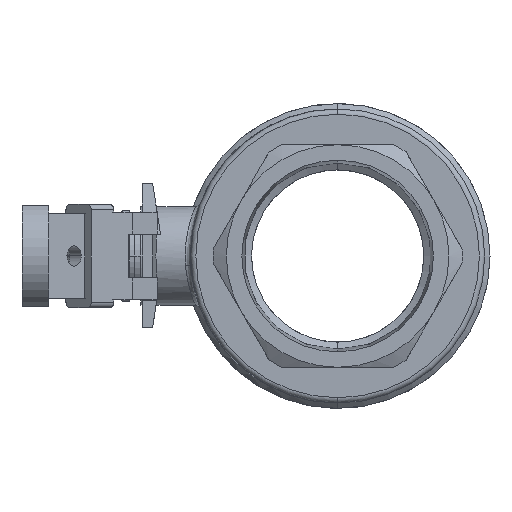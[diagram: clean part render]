
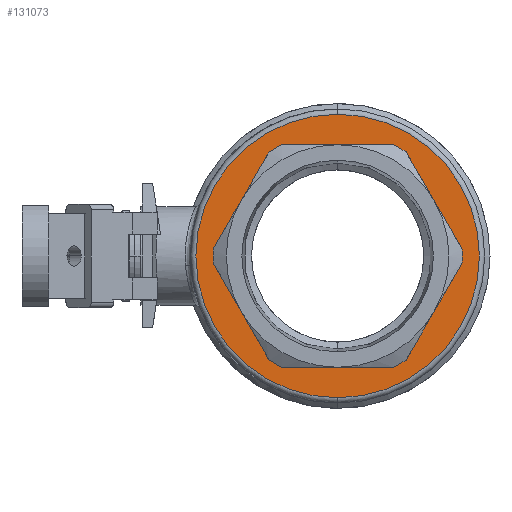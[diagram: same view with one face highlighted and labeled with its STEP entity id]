
A CAD part, left-side view. The second image highlights one B-rep face of the part: STEP entity #131073.
In plain terms, the highlighted planar face has unit normal (-1, 0, 0).
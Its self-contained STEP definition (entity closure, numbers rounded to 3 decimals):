
#2100 = EDGE_CURVE ( 'NONE', #338866, #220220, #223269, .T. ) ;
#13755 = EDGE_LOOP ( 'NONE', ( #157299, #581162, #184735, #143567, #606063, #217632, #159171, #565534, #52891, #291608, #187721, #310944 ) ) ;
#22191 = DIRECTION ( 'NONE',  ( 0., 0., -1. ) ) ;
#26620 = EDGE_CURVE ( 'NONE', #454406, #406074, #596219, .T. ) ;
#28620 = LINE ( 'NONE', #598659, #622022 ) ;
#34940 = VERTEX_POINT ( 'NONE', #553433 ) ;
#38093 = CARTESIAN_POINT ( 'NONE',  ( 31.5, 46.921, -2.731 ) ) ;
#41119 = VERTEX_POINT ( 'NONE', #121634 ) ;
#47099 = DIRECTION ( 'NONE',  ( 0., 0.5, 0.866 ) ) ;
#48500 = LINE ( 'NONE', #240624, #119904 ) ;
#50282 = VECTOR ( 'NONE', #479300, 1000. ) ;
#50527 = CIRCLE ( 'NONE', #322502, 47. ) ;
#52891 = ORIENTED_EDGE ( 'NONE', *, *, #442445, .F. ) ;
#57115 = DIRECTION ( 'NONE',  ( -1., 0., 0. ) ) ;
#65011 = CARTESIAN_POINT ( 'NONE',  ( 31.5, -24.249, -42. ) ) ;
#86913 = DIRECTION ( 'NONE',  ( 0., 0., -1. ) ) ;
#93272 = CARTESIAN_POINT ( 'NONE',  ( 31.5, 0., 0. ) ) ;
#96935 = CARTESIAN_POINT ( 'NONE',  ( 31.5, 24.249, 42. ) ) ;
#103390 = CARTESIAN_POINT ( 'NONE',  ( 31.5, 0., 0. ) ) ;
#104007 = DIRECTION ( 'NONE',  ( 1., 0., 0. ) ) ;
#104471 = CARTESIAN_POINT ( 'NONE',  ( 31.5, 0., 0. ) ) ;
#119904 = VECTOR ( 'NONE', #385428, 1000. ) ;
#121634 = CARTESIAN_POINT ( 'NONE',  ( 31.5, 21.095, -42. ) ) ;
#129389 = DIRECTION ( 'NONE',  ( -1., 0., 0. ) ) ;
#131073 = ADVANCED_FACE ( 'NONE', ( #192336, #337175 ), #299173, .F. ) ;
#137291 = CARTESIAN_POINT ( 'NONE',  ( 31.5, 0., 0. ) ) ;
#143567 = ORIENTED_EDGE ( 'NONE', *, *, #312839, .F. ) ;
#149612 = CARTESIAN_POINT ( 'NONE',  ( 31.5, 25.826, 39.269 ) ) ;
#157299 = ORIENTED_EDGE ( 'NONE', *, *, #355941, .F. ) ;
#159171 = ORIENTED_EDGE ( 'NONE', *, *, #567262, .F. ) ;
#160713 = CIRCLE ( 'NONE', #612896, 47. ) ;
#165871 = CARTESIAN_POINT ( 'NONE',  ( 31.5, 0., -53.5 ) ) ;
#184735 = ORIENTED_EDGE ( 'NONE', *, *, #26620, .F. ) ;
#186382 = EDGE_CURVE ( 'NONE', #340757, #473484, #476211, .T. ) ;
#187721 = ORIENTED_EDGE ( 'NONE', *, *, #577094, .F. ) ;
#192336 = FACE_OUTER_BOUND ( 'NONE', #556463, .T. ) ;
#193177 = CIRCLE ( 'NONE', #454785, 53.5 ) ;
#195703 = EDGE_CURVE ( 'NONE', #41119, #619944, #28620, .T. ) ;
#195810 = CARTESIAN_POINT ( 'NONE',  ( 31.5, 0., 0. ) ) ;
#198987 = DIRECTION ( 'NONE',  ( -1., 0., 0. ) ) ;
#199029 = CARTESIAN_POINT ( 'NONE',  ( 31.5, 0., 0. ) ) ;
#208428 = CARTESIAN_POINT ( 'NONE',  ( 31.5, -21.095, 42. ) ) ;
#212236 = EDGE_CURVE ( 'NONE', #34940, #294711, #217504, .T. ) ;
#217504 = CIRCLE ( 'NONE', #528943, 47. ) ;
#217632 = ORIENTED_EDGE ( 'NONE', *, *, #288672, .F. ) ;
#220220 = VERTEX_POINT ( 'NONE', #165871 ) ;
#223269 = CIRCLE ( 'NONE', #454741, 53.5 ) ;
#226950 = DIRECTION ( 'NONE',  ( 0., -1., 0. ) ) ;
#236331 = CARTESIAN_POINT ( 'NONE',  ( 31.5, 0., 0. ) ) ;
#239412 = DIRECTION ( 'NONE',  ( 0., 0., 1. ) ) ;
#240624 = CARTESIAN_POINT ( 'NONE',  ( 31.5, -24.249, 42. ) ) ;
#249223 = DIRECTION ( 'NONE',  ( 0., 0., 1. ) ) ;
#249830 = VECTOR ( 'NONE', #47099, 1000. ) ;
#257117 = DIRECTION ( 'NONE',  ( 0., -0.5, 0.866 ) ) ;
#261531 = DIRECTION ( 'NONE',  ( -1., 0., 0. ) ) ;
#274826 = CARTESIAN_POINT ( 'NONE',  ( 31.5, -46.921, 2.731 ) ) ;
#282659 = CIRCLE ( 'NONE', #423806, 47. ) ;
#285369 = DIRECTION ( 'NONE',  ( -1., 0., 0. ) ) ;
#288672 = EDGE_CURVE ( 'NONE', #470629, #34940, #551271, .T. ) ;
#291608 = ORIENTED_EDGE ( 'NONE', *, *, #195703, .F. ) ;
#294711 = VERTEX_POINT ( 'NONE', #208428 ) ;
#299173 = PLANE ( 'NONE',  #465889 ) ;
#305376 = CARTESIAN_POINT ( 'NONE',  ( 31.5, 0., -47. ) ) ;
#310944 = ORIENTED_EDGE ( 'NONE', *, *, #186382, .F. ) ;
#312257 = CARTESIAN_POINT ( 'NONE',  ( 31.5, -21.095, -42. ) ) ;
#312839 = EDGE_CURVE ( 'NONE', #294711, #454406, #48500, .T. ) ;
#322502 = AXIS2_PLACEMENT_3D ( 'NONE', #103390, #475150, #481333 ) ;
#323885 = DIRECTION ( 'NONE',  ( 0., 0.5, -0.866 ) ) ;
#324395 = CARTESIAN_POINT ( 'NONE',  ( 31.5, -48.497, 0. ) ) ;
#325661 = CARTESIAN_POINT ( 'NONE',  ( 31.5, 21.095, 42. ) ) ;
#337175 = FACE_BOUND ( 'NONE', #13755, .T. ) ;
#338322 = CARTESIAN_POINT ( 'NONE',  ( 31.5, 0., 53.5 ) ) ;
#338866 = VERTEX_POINT ( 'NONE', #338322 ) ;
#340757 = VERTEX_POINT ( 'NONE', #38093 ) ;
#343876 = DIRECTION ( 'NONE',  ( -1., 0., 0. ) ) ;
#349289 = VERTEX_POINT ( 'NONE', #557555 ) ;
#355941 = EDGE_CURVE ( 'NONE', #446139, #340757, #384952, .T. ) ;
#360404 = EDGE_CURVE ( 'NONE', #534897, #349289, #496414, .T. ) ;
#364206 = DIRECTION ( 'NONE',  ( -1., 0., 0. ) ) ;
#378622 = CARTESIAN_POINT ( 'NONE',  ( 31.5, 48.497, 0. ) ) ;
#380413 = LINE ( 'NONE', #96935, #382887 ) ;
#382887 = VECTOR ( 'NONE', #323885, 1000. ) ;
#384856 = DIRECTION ( 'NONE',  ( 0., 0., 1. ) ) ;
#384952 = CIRCLE ( 'NONE', #596203, 47. ) ;
#385428 = DIRECTION ( 'NONE',  ( 0., 1., 0. ) ) ;
#406074 = VERTEX_POINT ( 'NONE', #149612 ) ;
#423806 = AXIS2_PLACEMENT_3D ( 'NONE', #195810, #57115, #249223 ) ;
#430222 = DIRECTION ( 'NONE',  ( 0., 0., 1. ) ) ;
#433500 = ORIENTED_EDGE ( 'NONE', *, *, #471944, .T. ) ;
#435879 = EDGE_CURVE ( 'NONE', #406074, #446139, #380413, .T. ) ;
#442445 = EDGE_CURVE ( 'NONE', #619944, #534897, #282659, .T. ) ;
#446139 = VERTEX_POINT ( 'NONE', #476019 ) ;
#447633 = DIRECTION ( 'NONE',  ( 0., 0., 1. ) ) ;
#454406 = VERTEX_POINT ( 'NONE', #325661 ) ;
#454741 = AXIS2_PLACEMENT_3D ( 'NONE', #500810, #261531, #22191 ) ;
#454785 = AXIS2_PLACEMENT_3D ( 'NONE', #137291, #364206, #86913 ) ;
#465889 = AXIS2_PLACEMENT_3D ( 'NONE', #305376, #104007, #591926 ) ;
#470629 = VERTEX_POINT ( 'NONE', #274826 ) ;
#471944 = EDGE_CURVE ( 'NONE', #220220, #338866, #193177, .T. ) ;
#473484 = VERTEX_POINT ( 'NONE', #488475 ) ;
#475150 = DIRECTION ( 'NONE',  ( -1., 0., 0. ) ) ;
#476019 = CARTESIAN_POINT ( 'NONE',  ( 31.5, 46.921, 2.731 ) ) ;
#476211 = LINE ( 'NONE', #378622, #50282 ) ;
#478358 = CARTESIAN_POINT ( 'NONE',  ( 31.5, -25.826, -39.269 ) ) ;
#479300 = DIRECTION ( 'NONE',  ( 0., -0.5, -0.866 ) ) ;
#481333 = DIRECTION ( 'NONE',  ( 0., 0., 1. ) ) ;
#488475 = CARTESIAN_POINT ( 'NONE',  ( 31.5, 25.826, -39.269 ) ) ;
#496414 = LINE ( 'NONE', #65011, #606097 ) ;
#500810 = CARTESIAN_POINT ( 'NONE',  ( 31.5, 0., 0. ) ) ;
#515743 = AXIS2_PLACEMENT_3D ( 'NONE', #236331, #129389, #239412 ) ;
#528943 = AXIS2_PLACEMENT_3D ( 'NONE', #199029, #343876, #447633 ) ;
#534897 = VERTEX_POINT ( 'NONE', #478358 ) ;
#551271 = LINE ( 'NONE', #324395, #249830 ) ;
#553433 = CARTESIAN_POINT ( 'NONE',  ( 31.5, -25.826, 39.269 ) ) ;
#556463 = EDGE_LOOP ( 'NONE', ( #433500, #571220 ) ) ;
#557555 = CARTESIAN_POINT ( 'NONE',  ( 31.5, -46.921, -2.731 ) ) ;
#565534 = ORIENTED_EDGE ( 'NONE', *, *, #360404, .F. ) ;
#567262 = EDGE_CURVE ( 'NONE', #349289, #470629, #50527, .T. ) ;
#571220 = ORIENTED_EDGE ( 'NONE', *, *, #2100, .T. ) ;
#577094 = EDGE_CURVE ( 'NONE', #473484, #41119, #160713, .T. ) ;
#581162 = ORIENTED_EDGE ( 'NONE', *, *, #435879, .F. ) ;
#591926 = DIRECTION ( 'NONE',  ( 0., 0., -1. ) ) ;
#596203 = AXIS2_PLACEMENT_3D ( 'NONE', #104471, #198987, #384856 ) ;
#596219 = CIRCLE ( 'NONE', #515743, 47. ) ;
#598659 = CARTESIAN_POINT ( 'NONE',  ( 31.5, 24.249, -42. ) ) ;
#606063 = ORIENTED_EDGE ( 'NONE', *, *, #212236, .F. ) ;
#606097 = VECTOR ( 'NONE', #257117, 1000. ) ;
#612896 = AXIS2_PLACEMENT_3D ( 'NONE', #93272, #285369, #430222 ) ;
#619944 = VERTEX_POINT ( 'NONE', #312257 ) ;
#622022 = VECTOR ( 'NONE', #226950, 1000. ) ;
